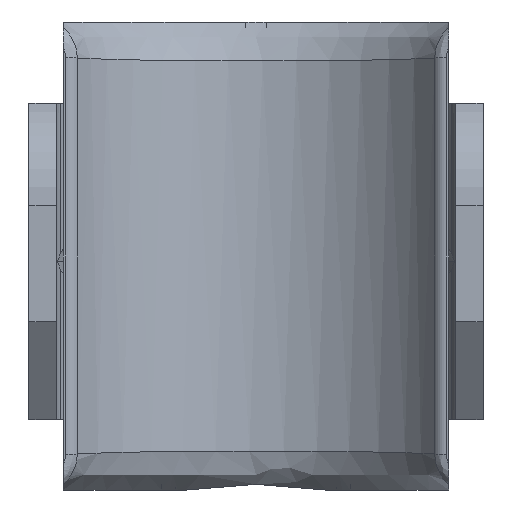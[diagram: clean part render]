
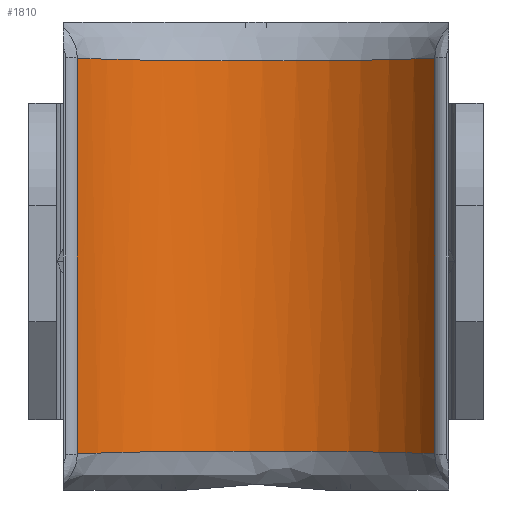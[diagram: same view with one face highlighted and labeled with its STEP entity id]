
A CAD part, front view. The second image highlights one B-rep face of the part: STEP entity #1810.
In plain terms, the highlighted cylindrical face has radius 15.5 mm (diameter 31 mm), a partial arc.
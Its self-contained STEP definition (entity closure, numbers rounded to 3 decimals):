
#19 = CARTESIAN_POINT ( 'NONE',  ( -1.291, 0., -14.172 ) ) ;
#44 = CARTESIAN_POINT ( 'NONE',  ( 10.048, -3.694, -14.273 ) ) ;
#264 = B_SPLINE_CURVE_WITH_KNOTS ( 'NONE', 3,
 ( #3138, #6956, #4423, #617, #5077, #1271, #5698, #1887, #6342, #2527, #6982, #3169, #7606, #3797, #19, #4458, #646, #5109, #1297, #5729, #1911, #6375, #2557, #7010, #3194, #7640, #3822, #44, #4486, #677, #5129, #1328 ),
 .UNSPECIFIED., .F., .F.,
 ( 4, 2, 2, 2, 2, 2, 2, 2, 2, 2, 2, 2, 2, 2, 2, 4 ),
 ( 0.001, 0.004, 0.006, 0.008, 0.01, 0.011, 0.012, 0.016, 0.02, 0.021, 0.022, 0.024, 0.026, 0.027, 0.028, 0.032 ),
 .UNSPECIFIED. ) ;
#453 = CARTESIAN_POINT ( 'NONE',  ( 11.459, -4.984, 14.314 ) ) ;
#477 = CARTESIAN_POINT ( 'NONE',  ( 2.56, -0.159, 14.175 ) ) ;
#506 = CARTESIAN_POINT ( 'NONE',  ( -10.052, -3.684, 14.272 ) ) ;
#537 = VECTOR ( 'NONE', #5023, 1000. ) ;
#617 = CARTESIAN_POINT ( 'NONE',  ( -10.044, -3.677, -14.272 ) ) ;
#646 = CARTESIAN_POINT ( 'NONE',  ( 2.572, -0.161, -14.175 ) ) ;
#677 = CARTESIAN_POINT ( 'NONE',  ( 11.466, -4.992, -14.314 ) ) ;
#779 = EDGE_CURVE ( 'NONE', #3983, #7244, #3902, .T. ) ;
#1115 = CARTESIAN_POINT ( 'NONE',  ( 10.039, -3.686, 14.273 ) ) ;
#1139 = CARTESIAN_POINT ( 'NONE',  ( -1.303, -0.001, 14.172 ) ) ;
#1166 = CARTESIAN_POINT ( 'NONE',  ( -12.288, -5.965, 14.347 ) ) ;
#1271 = CARTESIAN_POINT ( 'NONE',  ( -8.493, -2.518, -14.238 ) ) ;
#1297 = CARTESIAN_POINT ( 'NONE',  ( 4.436, -0.645, -14.187 ) ) ;
#1328 = CARTESIAN_POINT ( 'NONE',  ( 12.991, -7.045, -14.387 ) ) ;
#1716 = CARTESIAN_POINT ( 'NONE',  ( 9.28, -3.081, 14.254 ) ) ;
#1752 = CARTESIAN_POINT ( 'NONE',  ( -4.125, -0.556, 14.185 ) ) ;
#1788 = FACE_OUTER_BOUND ( 'NONE', #5401, .T. ) ;
#1810 = ADVANCED_FACE ( 'NONE', ( #1788 ), #6665, .F. ) ;
#1887 = CARTESIAN_POINT ( 'NONE',  ( -6.826, -1.569, -14.212 ) ) ;
#1911 = CARTESIAN_POINT ( 'NONE',  ( 5.357, -0.952, -14.195 ) ) ;
#2275 = B_SPLINE_CURVE_WITH_KNOTS ( 'NONE', 3,
 ( #2951, #5508, #453, #4913, #1115, #5542, #1716, #6178, #2368, #6811, #3002, #7446, #3634, #8077, #4284, #477, #4939, #1139, #5572, #1752, #6201, #2397, #6842, #3029, #7469, #3662, #8111, #4311, #506, #4964, #1166, #5595 ),
 .UNSPECIFIED., .F., .F.,
 ( 4, 2, 2, 2, 2, 2, 2, 2, 2, 2, 2, 2, 2, 2, 2, 4 ),
 ( 0.001, 0.004, 0.005, 0.006, 0.008, 0.01, 0.011, 0.012, 0.016, 0.02, 0.021, 0.022, 0.024, 0.026, 0.028, 0.032 ),
 .UNSPECIFIED. ) ;
#2368 = CARTESIAN_POINT ( 'NONE',  ( 7.95, -2.179, 14.228 ) ) ;
#2397 = CARTESIAN_POINT ( 'NONE',  ( -5.049, -0.842, 14.192 ) ) ;
#2415 = EDGE_CURVE ( 'NONE', #8115, #5499, #3072, .T. ) ;
#2527 = CARTESIAN_POINT ( 'NONE',  ( -5.345, -0.947, -14.195 ) ) ;
#2539 = DIRECTION ( 'NONE',  ( 0., 0., -1. ) ) ;
#2557 = CARTESIAN_POINT ( 'NONE',  ( 6.837, -1.575, -14.212 ) ) ;
#2726 = CARTESIAN_POINT ( 'NONE',  ( 12.991, -7.045, -14.387 ) ) ;
#2951 = CARTESIAN_POINT ( 'NONE',  ( 12.991, -7.045, 14.387 ) ) ;
#3002 = CARTESIAN_POINT ( 'NONE',  ( 6.246, -1.299, 14.204 ) ) ;
#3026 = ORIENTED_EDGE ( 'NONE', *, *, #3627, .T. ) ;
#3029 = CARTESIAN_POINT ( 'NONE',  ( -6.255, -1.304, 14.204 ) ) ;
#3072 = LINE ( 'NONE', #7541, #6250 ) ;
#3138 = CARTESIAN_POINT ( 'NONE',  ( -12.991, -7.045, -14.387 ) ) ;
#3169 = CARTESIAN_POINT ( 'NONE',  ( -4.424, -0.641, -14.187 ) ) ;
#3194 = CARTESIAN_POINT ( 'NONE',  ( 8.504, -2.525, -14.238 ) ) ;
#3533 = ORIENTED_EDGE ( 'NONE', *, *, #2415, .T. ) ;
#3627 = EDGE_CURVE ( 'NONE', #5499, #3983, #264, .T. ) ;
#3634 = CARTESIAN_POINT ( 'NONE',  ( 5.04, -0.839, 14.192 ) ) ;
#3662 = CARTESIAN_POINT ( 'NONE',  ( -7.959, -2.184, 14.228 ) ) ;
#3797 = CARTESIAN_POINT ( 'NONE',  ( -2.561, -0.159, -14.175 ) ) ;
#3822 = CARTESIAN_POINT ( 'NONE',  ( 9.548, -3.286, -14.26 ) ) ;
#3839 = AXIS2_PLACEMENT_3D ( 'NONE', #7845, #2539, #6785 ) ;
#3902 = LINE ( 'NONE', #5902, #537 ) ;
#3983 = VERTEX_POINT ( 'NONE', #2726 ) ;
#4284 = CARTESIAN_POINT ( 'NONE',  ( 4.115, -0.553, 14.185 ) ) ;
#4311 = CARTESIAN_POINT ( 'NONE',  ( -9.547, -3.272, 14.26 ) ) ;
#4423 = CARTESIAN_POINT ( 'NONE',  ( -11.46, -4.984, -14.314 ) ) ;
#4458 = CARTESIAN_POINT ( 'NONE',  ( 1.302, 0., -14.172 ) ) ;
#4486 = CARTESIAN_POINT ( 'NONE',  ( 10.291, -3.905, -14.279 ) ) ;
#4913 = CARTESIAN_POINT ( 'NONE',  ( 10.282, -3.896, 14.279 ) ) ;
#4939 = CARTESIAN_POINT ( 'NONE',  ( 1.29, 0.001, 14.172 ) ) ;
#4964 = CARTESIAN_POINT ( 'NONE',  ( -11.465, -4.991, 14.314 ) ) ;
#5023 = DIRECTION ( 'NONE',  ( 0., 0., 1. ) ) ;
#5077 = CARTESIAN_POINT ( 'NONE',  ( -9.539, -3.266, -14.26 ) ) ;
#5109 = CARTESIAN_POINT ( 'NONE',  ( 4.127, -0.556, -14.185 ) ) ;
#5129 = CARTESIAN_POINT ( 'NONE',  ( 12.288, -5.966, -14.347 ) ) ;
#5401 = EDGE_LOOP ( 'NONE', ( #3026, #6423, #6755, #3533 ) ) ;
#5499 = VERTEX_POINT ( 'NONE', #6557 ) ;
#5508 = CARTESIAN_POINT ( 'NONE',  ( 12.285, -5.96, 14.346 ) ) ;
#5542 = CARTESIAN_POINT ( 'NONE',  ( 9.538, -3.278, 14.26 ) ) ;
#5572 = CARTESIAN_POINT ( 'NONE',  ( -2.572, -0.161, 14.175 ) ) ;
#5595 = CARTESIAN_POINT ( 'NONE',  ( -12.991, -7.045, 14.387 ) ) ;
#5698 = CARTESIAN_POINT ( 'NONE',  ( -7.95, -2.179, -14.228 ) ) ;
#5724 = EDGE_CURVE ( 'NONE', #7244, #8115, #2275, .T. ) ;
#5729 = CARTESIAN_POINT ( 'NONE',  ( 5.051, -0.843, -14.193 ) ) ;
#5902 = CARTESIAN_POINT ( 'NONE',  ( 12.991, -7.045, 17. ) ) ;
#6150 = CARTESIAN_POINT ( 'NONE',  ( 12.991, -7.045, 14.387 ) ) ;
#6178 = CARTESIAN_POINT ( 'NONE',  ( 8.494, -2.518, 14.238 ) ) ;
#6201 = CARTESIAN_POINT ( 'NONE',  ( -4.434, -0.644, 14.187 ) ) ;
#6250 = VECTOR ( 'NONE', #8177, 1000. ) ;
#6342 = CARTESIAN_POINT ( 'NONE',  ( -6.245, -1.299, -14.204 ) ) ;
#6375 = CARTESIAN_POINT ( 'NONE',  ( 6.257, -1.304, -14.204 ) ) ;
#6423 = ORIENTED_EDGE ( 'NONE', *, *, #779, .T. ) ;
#6557 = CARTESIAN_POINT ( 'NONE',  ( -12.991, -7.045, -14.387 ) ) ;
#6665 = CYLINDRICAL_SURFACE ( 'NONE', #3839, 15.5 ) ;
#6755 = ORIENTED_EDGE ( 'NONE', *, *, #5724, .T. ) ;
#6785 = DIRECTION ( 'NONE',  ( -1., 0., 0. ) ) ;
#6811 = CARTESIAN_POINT ( 'NONE',  ( 6.826, -1.569, 14.212 ) ) ;
#6812 = CARTESIAN_POINT ( 'NONE',  ( -12.991, -7.045, 14.387 ) ) ;
#6842 = CARTESIAN_POINT ( 'NONE',  ( -5.355, -0.951, 14.195 ) ) ;
#6956 = CARTESIAN_POINT ( 'NONE',  ( -12.286, -5.961, -14.347 ) ) ;
#6982 = CARTESIAN_POINT ( 'NONE',  ( -5.038, -0.838, -14.192 ) ) ;
#7010 = CARTESIAN_POINT ( 'NONE',  ( 7.961, -2.185, -14.228 ) ) ;
#7244 = VERTEX_POINT ( 'NONE', #6150 ) ;
#7446 = CARTESIAN_POINT ( 'NONE',  ( 5.346, -0.947, 14.195 ) ) ;
#7469 = CARTESIAN_POINT ( 'NONE',  ( -6.836, -1.574, 14.212 ) ) ;
#7541 = CARTESIAN_POINT ( 'NONE',  ( -12.991, -7.045, 17. ) ) ;
#7606 = CARTESIAN_POINT ( 'NONE',  ( -4.115, -0.553, -14.185 ) ) ;
#7640 = CARTESIAN_POINT ( 'NONE',  ( 9.29, -3.088, -14.255 ) ) ;
#7845 = CARTESIAN_POINT ( 'NONE',  ( 0., -15.5, 17. ) ) ;
#8077 = CARTESIAN_POINT ( 'NONE',  ( 4.424, -0.641, 14.187 ) ) ;
#8111 = CARTESIAN_POINT ( 'NONE',  ( -8.501, -2.523, 14.238 ) ) ;
#8115 = VERTEX_POINT ( 'NONE', #6812 ) ;
#8177 = DIRECTION ( 'NONE',  ( 0., 0., -1. ) ) ;
